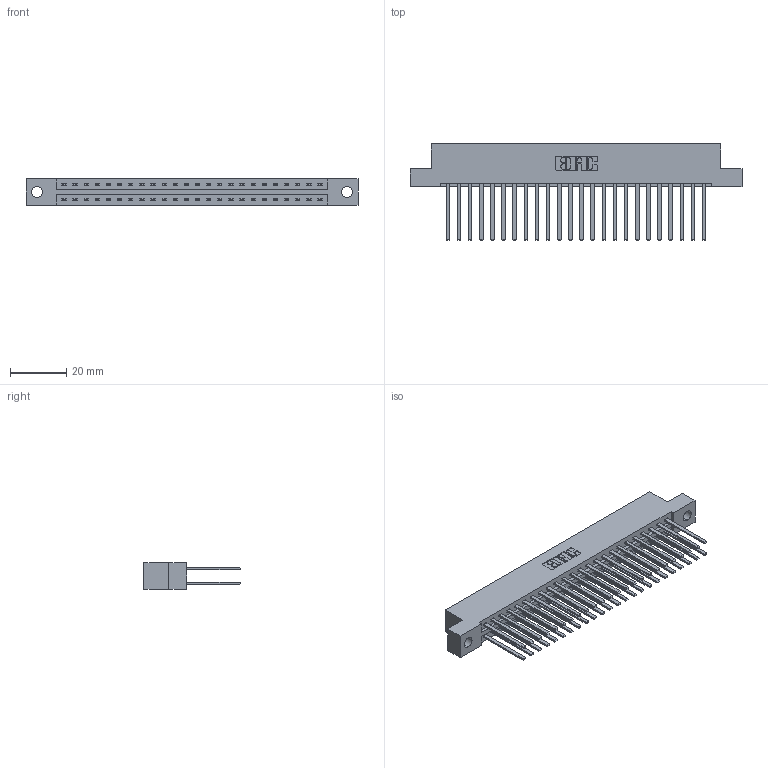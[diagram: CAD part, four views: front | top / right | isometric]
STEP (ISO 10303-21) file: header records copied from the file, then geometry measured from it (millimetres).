
FILE_DESCRIPTION (( 'STEP AP203' ), '1' );
FILE_NAME ('387-048-544-204.STEP', '2019-10-18T10:08:52', ( '' ), ( '' ), 'SwSTEP 2.0', 'SolidWorks 2016', '' );
FILE_SCHEMA (( 'CONFIG_CONTROL_DESIGN' ));
Length unit declared in the file: inch
Products named in the file (3): 337 Part_Flush Mounting Lugs - 0.156 Dia-TH; 387-048-544-204; 345-292-001_345-293-144
Assembly tree (49 placements, depth 2):
  387-048-544-204
    337 Part_Flush Mounting Lugs - 0.156 Dia-TH
    345-292-001_345-293-144  x48
Bounding box: 118.11 x 34.3 x 9.4 mm (x, y, z)
Volume: 12792.8 mm3; surface area: 16282.9 mm2
Topology: 49 solids, 49 shells, 2418 faces, 7175 edges, 4718 vertices
Faces by surface type: plane 1702, cylinder 716
Entity records: 20755 total; most frequent: CARTESIAN_POINT 3510, ORIENTED_EDGE 3446, DIRECTION 3015, EDGE_CURVE 1723, LINE 1599, VECTOR 1599, VERTEX_POINT 1146, AXIS2_PLACEMENT_3D 708
